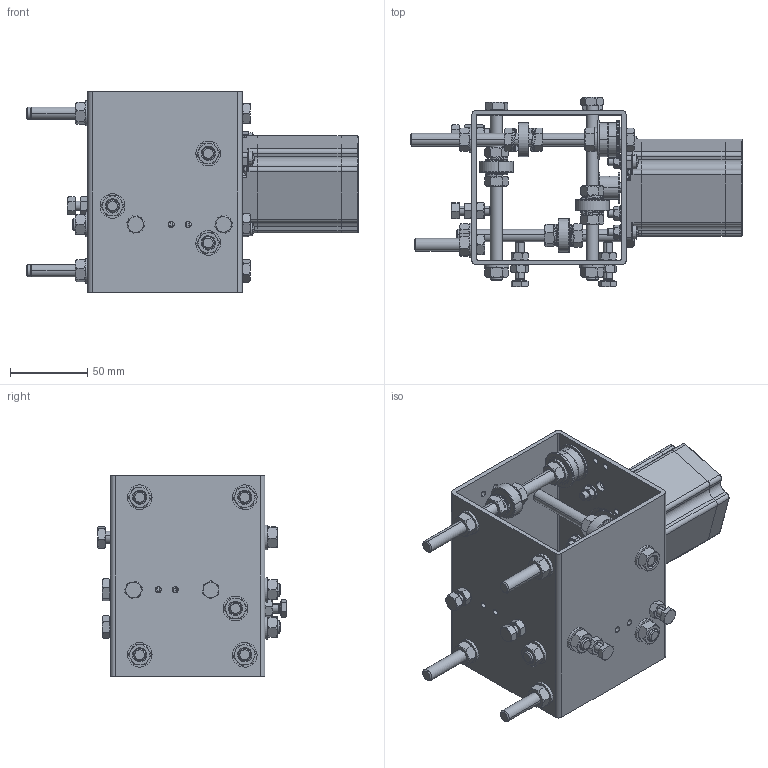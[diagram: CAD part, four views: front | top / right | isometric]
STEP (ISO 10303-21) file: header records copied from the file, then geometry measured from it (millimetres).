
FILE_DESCRIPTION (( 'STEP AP214' ), '1' );
FILE_NAME ('Trolley X.STEP', '2017-03-13T11:16:35', ( '' ), ( '' ), 'SwSTEP 2.0', 'SolidWorks 2016', '' );
FILE_SCHEMA (( 'AUTOMOTIVE_DESIGN' ));
Length unit declared in the file: millimetre
Products named in the file (18): Beam Short X; DIN 933 M8x140 Grade A 8.8; DIN 933 M6x25 Grade A 8.8; Bearing F608Z; 210217-5x16; Washer DIN 125 5.3; NEMA 23 Stepper motor___ _________; Timing pulley - short; Trolley X; DIN 933 M8x110 Grade A 8.8; Bearing 608ZZ; DIN 125 8.4 Grade A; DIN 934 M6 8.8; DIN 127 8.5; DIN 934 M5 8.8; DIN 934 M8 8.8; DIN 933 M8x40 Grade A 8.8; DIN 933 M6x20 Grade A 8.8
Assembly tree (91 placements, depth 2):
  Trolley X
    Beam Short X
    NEMA 23 Stepper motor___ _________
    Bearing F608Z  x4
    Bearing 608ZZ  x6
    DIN 933 M8x140 Grade A 8.8  x2
    DIN 933 M8x110 Grade A 8.8  x4
    DIN 933 M6x20 Grade A 8.8  x2
    DIN 934 M8 8.8  x22
    DIN 934 M5 8.8  x4
    DIN 125 8.4 Grade A  x12
    Washer DIN 125 5.3  x4
    DIN 127 8.5  x12
    Timing pulley - short
    210217-5x16  x4
    DIN 933 M8x40 Grade A 8.8  x2
    DIN 933 M6x25 Grade A 8.8  x2
    DIN 934 M6 8.8  x8
Bounding box: 215 x 122.3 x 130 mm (x, y, z)
Volume: 453761 mm3; surface area: 219685.2 mm2
Topology: 103 solids, 131 shells, 2727 faces, 6086 edges, 3639 vertices
Faces by surface type: plane 797, cone 768, cylinder 641, torus 269, bspline 252
Entity records: 38150 total; most frequent: CARTESIAN_POINT 12185, DIRECTION 5246, ORIENTED_EDGE 5080, EDGE_CURVE 2542, AXIS2_PLACEMENT_3D 2213, VERTEX_POINT 1525, EDGE_LOOP 1239, CIRCLE 1180
